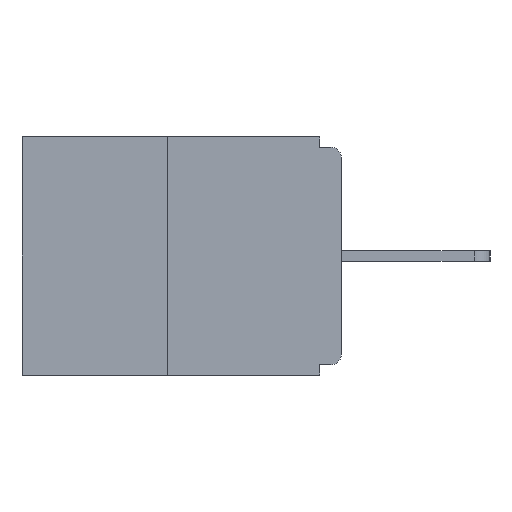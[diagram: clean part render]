
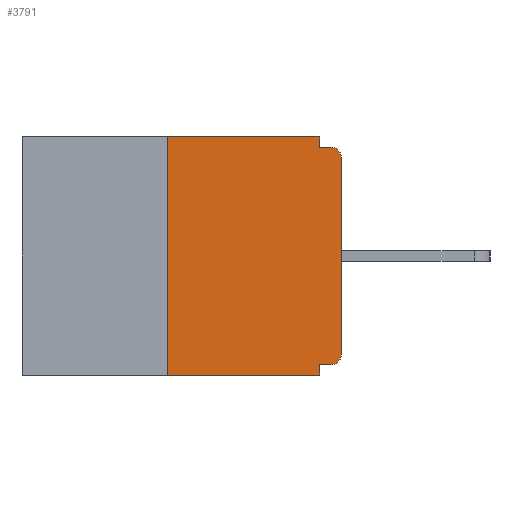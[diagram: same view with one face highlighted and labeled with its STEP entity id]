
A CAD part, left-side view. The second image highlights one B-rep face of the part: STEP entity #3791.
In plain terms, the highlighted planar face has unit normal (-1, 0, 0).
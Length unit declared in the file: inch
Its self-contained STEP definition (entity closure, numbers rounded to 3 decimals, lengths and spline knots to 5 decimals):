
#41 = ORIENTED_EDGE ( 'NONE', *, *, #15066, .T. ) ;
#276 = VERTEX_POINT ( 'NONE', #20761 ) ;
#670 = ORIENTED_EDGE ( 'NONE', *, *, #22625, .F. ) ;
#766 = VERTEX_POINT ( 'NONE', #25283 ) ;
#953 = VERTEX_POINT ( 'NONE', #24249 ) ;
#1228 = DIRECTION ( 'NONE',  ( -1., 0., 0. ) ) ;
#1471 = DIRECTION ( 'NONE',  ( 0., 0., -1. ) ) ;
#2613 = VERTEX_POINT ( 'NONE', #3769 ) ;
#2909 = EDGE_CURVE ( 'NONE', #17753, #276, #25120, .T. ) ;
#3256 = DIRECTION ( 'NONE',  ( 0., 1., 0. ) ) ;
#3540 = EDGE_CURVE ( 'NONE', #22673, #953, #21567, .T. ) ;
#3769 = CARTESIAN_POINT ( 'NONE',  ( 0., 0.031, -0.343 ) ) ;
#3791 = ADVANCED_FACE ( 'NONE', ( #10401 ), #15815, .F. ) ;
#4697 = CARTESIAN_POINT ( 'NONE',  ( 0., 0.031, -0.015 ) ) ;
#5337 = EDGE_CURVE ( 'NONE', #276, #19709, #21231, .T. ) ;
#5753 = CARTESIAN_POINT ( 'NONE',  ( 0., 0., -0.015 ) ) ;
#5785 = ORIENTED_EDGE ( 'NONE', *, *, #14746, .F. ) ;
#6751 = CARTESIAN_POINT ( 'NONE',  ( 0., 0.031, -0.328 ) ) ;
#7829 = ORIENTED_EDGE ( 'NONE', *, *, #24100, .T. ) ;
#8292 = LINE ( 'NONE', #17636, #14026 ) ;
#9032 = LINE ( 'NONE', #13660, #21487 ) ;
#9490 = DIRECTION ( 'NONE',  ( 0., 0., -1. ) ) ;
#10401 = FACE_OUTER_BOUND ( 'NONE', #23531, .T. ) ;
#10489 = VECTOR ( 'NONE', #17766, 39.37008 ) ;
#10572 = VECTOR ( 'NONE', #16445, 39.37008 ) ;
#10674 = DIRECTION ( 'NONE',  ( -1., 0., 0. ) ) ;
#10898 = VECTOR ( 'NONE', #3256, 39.37008 ) ;
#11057 = VECTOR ( 'NONE', #23743, 39.37008 ) ;
#11923 = DIRECTION ( 'NONE',  ( 0., -1., 0. ) ) ;
#12001 = VERTEX_POINT ( 'NONE', #6751 ) ;
#13235 = ORIENTED_EDGE ( 'NONE', *, *, #19247, .F. ) ;
#13660 = CARTESIAN_POINT ( 'NONE',  ( 0., 0.25, 0. ) ) ;
#13721 = DIRECTION ( 'NONE',  ( 0., 0., -1. ) ) ;
#14026 = VECTOR ( 'NONE', #13721, 39.37008 ) ;
#14349 = CIRCLE ( 'NONE', #18495, 0.015 ) ;
#14746 = EDGE_CURVE ( 'NONE', #766, #17753, #9032, .T. ) ;
#15066 = EDGE_CURVE ( 'NONE', #953, #17602, #23080, .T. ) ;
#15420 = CARTESIAN_POINT ( 'NONE',  ( 0., 0., -0.328 ) ) ;
#15815 = PLANE ( 'NONE',  #20335 ) ;
#15911 = CARTESIAN_POINT ( 'NONE',  ( 0., 0.015, -0.328 ) ) ;
#16299 = LINE ( 'NONE', #15420, #10898 ) ;
#16445 = DIRECTION ( 'NONE',  ( 0., 0., -1. ) ) ;
#16491 = DIRECTION ( 'NONE',  ( 0., 0., 1. ) ) ;
#17107 = ORIENTED_EDGE ( 'NONE', *, *, #5337, .F. ) ;
#17227 = VECTOR ( 'NONE', #11923, 39.37008 ) ;
#17602 = VERTEX_POINT ( 'NONE', #19366 ) ;
#17636 = CARTESIAN_POINT ( 'NONE',  ( 0., 0.031, -0.343 ) ) ;
#17648 = EDGE_CURVE ( 'NONE', #12001, #2613, #8292, .T. ) ;
#17753 = VERTEX_POINT ( 'NONE', #20058 ) ;
#17766 = DIRECTION ( 'NONE',  ( 0., -1., 0. ) ) ;
#17840 = CARTESIAN_POINT ( 'NONE',  ( 0., 0.46, 0. ) ) ;
#18035 = CARTESIAN_POINT ( 'NONE',  ( 0., 0.46, -0.343 ) ) ;
#18495 = AXIS2_PLACEMENT_3D ( 'NONE', #21824, #1228, #9490 ) ;
#18813 = ORIENTED_EDGE ( 'NONE', *, *, #3540, .T. ) ;
#19247 = EDGE_CURVE ( 'NONE', #22673, #12001, #16299, .T. ) ;
#19366 = CARTESIAN_POINT ( 'NONE',  ( 0., 0., -0.03 ) ) ;
#19709 = VERTEX_POINT ( 'NONE', #4697 ) ;
#20058 = CARTESIAN_POINT ( 'NONE',  ( 0., 0.25, 0. ) ) ;
#20165 = AXIS2_PLACEMENT_3D ( 'NONE', #20829, #10674, #26686 ) ;
#20335 = AXIS2_PLACEMENT_3D ( 'NONE', #17840, #24002, #1471 ) ;
#20761 = CARTESIAN_POINT ( 'NONE',  ( 0., 0.031, 0. ) ) ;
#20829 = CARTESIAN_POINT ( 'NONE',  ( 0., 0.015, -0.313 ) ) ;
#21231 = LINE ( 'NONE', #24935, #10572 ) ;
#21456 = CARTESIAN_POINT ( 'NONE',  ( 0., 0.015, -0.015 ) ) ;
#21487 = VECTOR ( 'NONE', #23651, 39.37008 ) ;
#21567 = CIRCLE ( 'NONE', #20165, 0.015 ) ;
#21824 = CARTESIAN_POINT ( 'NONE',  ( 0., 0.015, -0.03 ) ) ;
#22565 = VERTEX_POINT ( 'NONE', #21456 ) ;
#22625 = EDGE_CURVE ( 'NONE', #19709, #22565, #22671, .T. ) ;
#22671 = LINE ( 'NONE', #5753, #17227 ) ;
#22673 = VERTEX_POINT ( 'NONE', #15911 ) ;
#23080 = LINE ( 'NONE', #24975, #23378 ) ;
#23378 = VECTOR ( 'NONE', #16491, 39.37008 ) ;
#23403 = CARTESIAN_POINT ( 'NONE',  ( 0., 0.46, 0. ) ) ;
#23531 = EDGE_LOOP ( 'NONE', ( #26362, #5785, #7829, #24113, #13235, #18813, #41, #25306, #670, #17107 ) ) ;
#23651 = DIRECTION ( 'NONE',  ( 0., 0., 1. ) ) ;
#23743 = DIRECTION ( 'NONE',  ( 0., -1., 0. ) ) ;
#24002 = DIRECTION ( 'NONE',  ( 1., 0., 0. ) ) ;
#24100 = EDGE_CURVE ( 'NONE', #766, #2613, #26482, .T. ) ;
#24113 = ORIENTED_EDGE ( 'NONE', *, *, #17648, .F. ) ;
#24249 = CARTESIAN_POINT ( 'NONE',  ( 0., 0., -0.313 ) ) ;
#24935 = CARTESIAN_POINT ( 'NONE',  ( 0., 0.031, 0. ) ) ;
#24975 = CARTESIAN_POINT ( 'NONE',  ( 0., 0., 0. ) ) ;
#25120 = LINE ( 'NONE', #23403, #11057 ) ;
#25283 = CARTESIAN_POINT ( 'NONE',  ( 0., 0.25, -0.343 ) ) ;
#25306 = ORIENTED_EDGE ( 'NONE', *, *, #25475, .T. ) ;
#25475 = EDGE_CURVE ( 'NONE', #17602, #22565, #14349, .T. ) ;
#26362 = ORIENTED_EDGE ( 'NONE', *, *, #2909, .F. ) ;
#26482 = LINE ( 'NONE', #18035, #10489 ) ;
#26686 = DIRECTION ( 'NONE',  ( 0., 0., -1. ) ) ;
